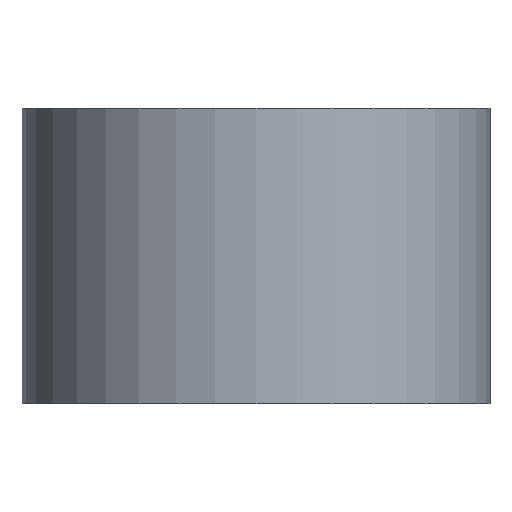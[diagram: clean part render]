
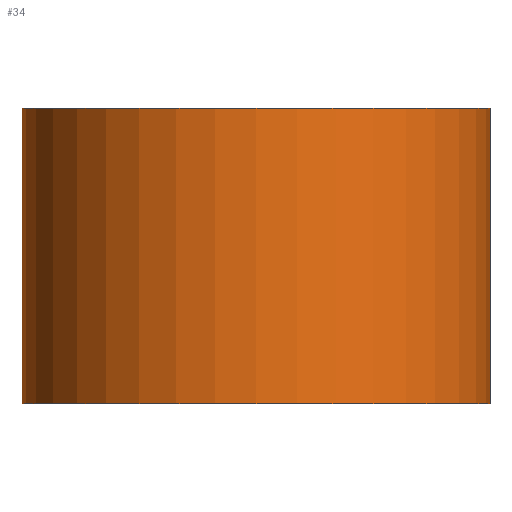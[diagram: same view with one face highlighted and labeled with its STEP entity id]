
A CAD part, left-side view. The second image highlights one B-rep face of the part: STEP entity #34.
In plain terms, the highlighted cylindrical face has radius 9.5 mm (diameter 19 mm), a partial arc.
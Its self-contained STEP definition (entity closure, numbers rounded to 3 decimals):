
#34=ADVANCED_FACE('',(#65),#66,.T.);
#65=FACE_OUTER_BOUND('',#92,.T.);
#66=CYLINDRICAL_SURFACE('',#93,9.5);
#92=EDGE_LOOP('',(#123,#124,#125,#126));
#93=AXIS2_PLACEMENT_3D('',#127,#128,#129);
#123=ORIENTED_EDGE('',*,*,#160,.T.);
#124=ORIENTED_EDGE('',*,*,#165,.F.);
#125=ORIENTED_EDGE('',*,*,#162,.T.);
#126=ORIENTED_EDGE('',*,*,#166,.T.);
#127=CARTESIAN_POINT('',(0.,0.,6.0));
#128=DIRECTION('',(0.,0.,1.0));
#129=DIRECTION('',(0.,-1.0,0.));
#160=EDGE_CURVE('',#182,#183,#184,.T.);
#162=EDGE_CURVE('',#187,#185,#188,.T.);
#165=EDGE_CURVE('',#187,#183,#191,.T.);
#166=EDGE_CURVE('',#185,#182,#192,.T.);
#182=VERTEX_POINT('',#210);
#183=VERTEX_POINT('',#211);
#184=LINE('',#212,#213);
#185=VERTEX_POINT('',#214);
#187=VERTEX_POINT('',#216);
#188=LINE('',#217,#218);
#191=CIRCLE('',#221,9.5);
#192=CIRCLE('',#222,9.5);
#210=CARTESIAN_POINT('',(0.,-9.5,0.));
#211=CARTESIAN_POINT('',(0.,-9.5,12.0));
#212=CARTESIAN_POINT('',(0.,-9.5,6.0));
#213=VECTOR('',#236,1.0);
#214=CARTESIAN_POINT('',(0.,9.5,0.));
#216=CARTESIAN_POINT('',(0.,9.5,12.0));
#217=CARTESIAN_POINT('',(0.,9.5,6.0));
#218=VECTOR('',#240,1.0);
#221=AXIS2_PLACEMENT_3D('',#244,#245,#246);
#222=AXIS2_PLACEMENT_3D('',#247,#248,#249);
#236=DIRECTION('',(0.,0.,1.0));
#240=DIRECTION('',(0.,0.,-1.0));
#244=CARTESIAN_POINT('',(0.,0.,12.0));
#245=DIRECTION('',(0.,0.,1.0));
#246=DIRECTION('',(0.,-1.0,0.));
#247=CARTESIAN_POINT('',(0.0,0.0,0.0));
#248=DIRECTION('',(0.,0.,1.0));
#249=DIRECTION('',(0.,-1.0,0.));
